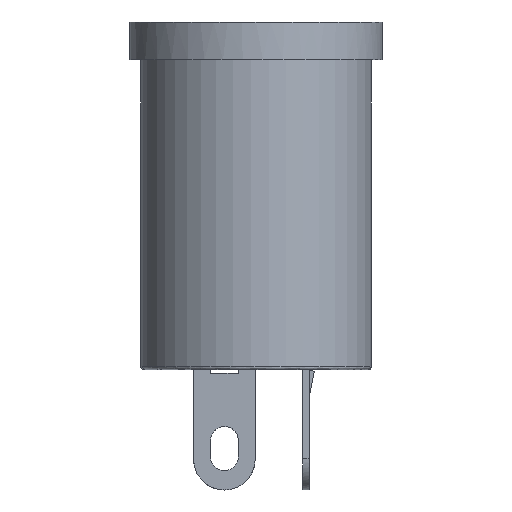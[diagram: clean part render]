
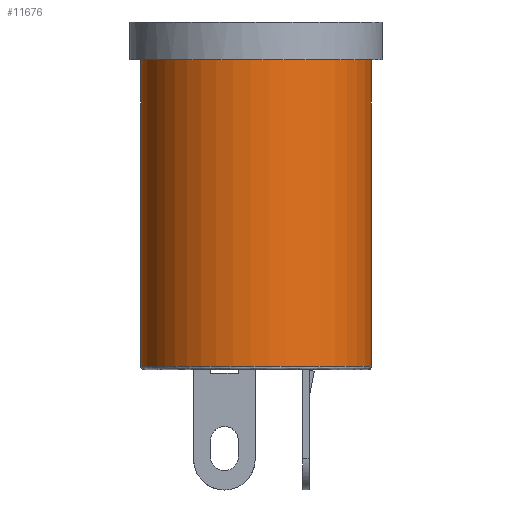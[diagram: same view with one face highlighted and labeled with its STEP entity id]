
A CAD part, front view. The second image highlights one B-rep face of the part: STEP entity #11676.
In plain terms, the highlighted free-form (B-spline) face has degree [1, 3] with [2, 4] control points.
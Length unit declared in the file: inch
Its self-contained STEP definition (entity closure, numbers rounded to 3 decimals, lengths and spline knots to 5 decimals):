
#129 = EDGE_CURVE ( 'NONE', #17065, #7672, #15517, .T. ) ;
#877 = CARTESIAN_POINT ( 'NONE',  ( -0.1825, -0.365, -0.06 ) ) ;
#1598 = CARTESIAN_POINT ( 'NONE',  ( -0.1825, 0., -0.545 ) ) ;
#2165 = VERTEX_POINT ( 'NONE', #19766 ) ;
#2674 = B_SPLINE_CURVE_WITH_KNOTS ( 'NONE', 1,
 ( #5984, #12650 ),
 .UNSPECIFIED., .F., .F.,
 ( 2, 2 ),
 ( -1., 0. ),
 .UNSPECIFIED. ) ;
#3345 = ORIENTED_EDGE ( 'NONE', *, *, #19076, .F. ) ;
#3445 = CARTESIAN_POINT ( 'NONE',  ( -0.1825, 0., -0.06 ) ) ;
#3674 = CARTESIAN_POINT ( 'NONE',  ( -0.1825, 0., -0.06 ) ) ;
#3896 = ORIENTED_EDGE ( 'NONE', *, *, #129, .T. ) ;
#5454 = CARTESIAN_POINT ( 'NONE',  ( 0.1825, 0., -0.545 ) ) ;
#5803 = CARTESIAN_POINT ( 'NONE',  ( -0.1825, 0., -0.06 ) ) ;
#5984 = CARTESIAN_POINT ( 'NONE',  ( 0.1825, 0., -0.545 ) ) ;
#7672 = VERTEX_POINT ( 'NONE', #1598 ) ;
#7929 = VERTEX_POINT ( 'NONE', #12240 ) ;
#8894 = CARTESIAN_POINT ( 'NONE',  ( 0.1825, 0., -0.06 ) ) ;
#9201 = ORIENTED_EDGE ( 'NONE', *, *, #10205, .T. ) ;
#9898 = CARTESIAN_POINT ( 'NONE',  ( -0.1825, 0., -0.545 ) ) ;
#9973 = CARTESIAN_POINT ( 'NONE',  ( -0.1825, 0., -0.06 ) ) ;
#10205 = EDGE_CURVE ( 'NONE', #2165, #7929, #2674, .T. ) ;
#10673 = CARTESIAN_POINT ( 'NONE',  ( -0.1825, -0.365, -0.545 ) ) ;
#10885 = CARTESIAN_POINT ( 'NONE',  ( -0.1825, -0.365, -0.545 ) ) ;
#11676 = ADVANCED_FACE ( 'NONE', ( #16136 ), #21218, .F. ) ;
#12240 = CARTESIAN_POINT ( 'NONE',  ( 0.1825, 0., -0.06 ) ) ;
#12650 = CARTESIAN_POINT ( 'NONE',  ( 0.1825, 0., -0.06 ) ) ;
#14016 = CARTESIAN_POINT ( 'NONE',  ( 0.1825, -0.365, -0.545 ) ) ;
#14082 = CARTESIAN_POINT ( 'NONE',  ( 0.1825, 0., -0.06 ) ) ;
#14194 =( BOUNDED_CURVE ( )  B_SPLINE_CURVE ( 3, ( #8894, #20207, #15544, #3674 ),
 .UNSPECIFIED., .F., .F. ) 
 B_SPLINE_CURVE_WITH_KNOTS ( ( 4, 4 ),
 ( -3.14159, 0. ),
 .UNSPECIFIED. ) 
 CURVE ( )  GEOMETRIC_REPRESENTATION_ITEM ( )  RATIONAL_B_SPLINE_CURVE ( ( 1., 0.333, 0.333, 1. ) ) 
 REPRESENTATION_ITEM ( '' )  );
#15019 = EDGE_LOOP ( 'NONE', ( #3345, #9201, #21156, #3896 ) ) ;
#15517 = B_SPLINE_CURVE_WITH_KNOTS ( 'NONE', 1,
 ( #9973, #9898 ),
 .UNSPECIFIED., .F., .F.,
 ( 2, 2 ),
 ( -1., 0. ),
 .UNSPECIFIED. ) ;
#15544 = CARTESIAN_POINT ( 'NONE',  ( -0.1825, -0.365, -0.06 ) ) ;
#15835 = CARTESIAN_POINT ( 'NONE',  ( -0.1825, 0., -0.545 ) ) ;
#15884 =( BOUNDED_CURVE ( )  B_SPLINE_CURVE ( 3, ( #5454, #14016, #10673, #17213 ),
 .UNSPECIFIED., .F., .F. ) 
 B_SPLINE_CURVE_WITH_KNOTS ( ( 4, 4 ),
 ( 0., 3.14159 ),
 .UNSPECIFIED. ) 
 CURVE ( )  GEOMETRIC_REPRESENTATION_ITEM ( )  RATIONAL_B_SPLINE_CURVE ( ( 0.957, 0.319, 0.319, 0.957 ) ) 
 REPRESENTATION_ITEM ( '' )  );
#15971 = CARTESIAN_POINT ( 'NONE',  ( 0.1825, 0., -0.545 ) ) ;
#16136 = FACE_OUTER_BOUND ( 'NONE', #15019, .T. ) ;
#17065 = VERTEX_POINT ( 'NONE', #3445 ) ;
#17213 = CARTESIAN_POINT ( 'NONE',  ( -0.1825, 0., -0.545 ) ) ;
#18997 = CARTESIAN_POINT ( 'NONE',  ( 0.1825, -0.365, -0.06 ) ) ;
#19076 = EDGE_CURVE ( 'NONE', #2165, #7672, #15884, .T. ) ;
#19766 = CARTESIAN_POINT ( 'NONE',  ( 0.1825, 0., -0.545 ) ) ;
#20207 = CARTESIAN_POINT ( 'NONE',  ( 0.1825, -0.365, -0.06 ) ) ;
#20292 = EDGE_CURVE ( 'NONE', #7929, #17065, #14194, .T. ) ;
#20835 = CARTESIAN_POINT ( 'NONE',  ( 0.1825, -0.365, -0.545 ) ) ;
#21156 = ORIENTED_EDGE ( 'NONE', *, *, #20292, .T. ) ;
#21218 =( BOUNDED_SURFACE ( )  B_SPLINE_SURFACE ( 1, 3, ( 
 ( #15835, #10885, #20835, #15971 ),
 ( #5803, #877, #18997, #14082 ) ),
 .UNSPECIFIED., .F., .F., .F. ) 
 B_SPLINE_SURFACE_WITH_KNOTS ( ( 2, 2 ),
 ( 4, 4 ),
 ( 0., 1. ),
 ( 0., 1. ),
 .UNSPECIFIED. ) 
 GEOMETRIC_REPRESENTATION_ITEM ( )  RATIONAL_B_SPLINE_SURFACE ( (
 ( 1., 0.333, 0.333, 1.),
 ( 1., 0.333, 0.333, 1.) ) ) 
 REPRESENTATION_ITEM ( '' )  SURFACE ( )  );
